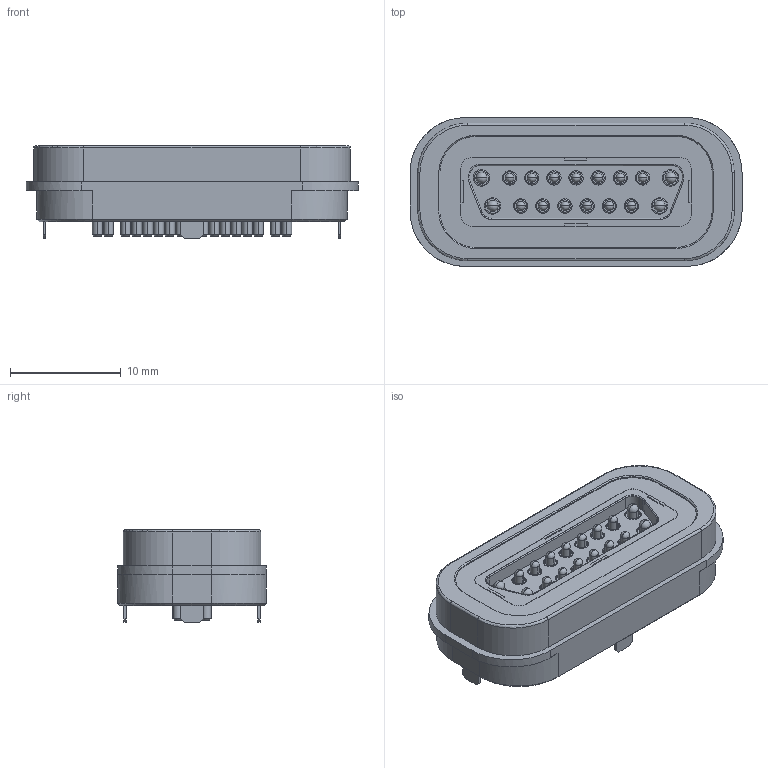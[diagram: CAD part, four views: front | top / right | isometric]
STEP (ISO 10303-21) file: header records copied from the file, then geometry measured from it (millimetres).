
FILE_DESCRIPTION (( 'STEP AP214' ), '1' );
FILE_NAME ('685A1731260111E.STEP', '2023-04-27T14:38:58', ( '' ), ( '' ), 'SwSTEP 2.0', 'SolidWorks 2020', '' );
FILE_SCHEMA (( 'AUTOMOTIVE_DESIGN' ));
Length unit declared in the file: millimetre
Products named in the file (1): 685A1731260111E
Bounding box: 29.98 x 13.44 x 8.35 mm (x, y, z)
Volume: 2052.8 mm3; surface area: 2964.6 mm2
Topology: 1 solids, 1 shells, 603 faces, 1408 edges, 863 vertices
Faces by surface type: cylinder 242, plane 211, torus 60, cone 50, sphere 34, bspline 6
Entity records: 27826 total; most frequent: CARTESIAN_POINT 10155, ORIENTED_EDGE 2714, DIRECTION 1370, EDGE_CURVE 1357, B_SPLINE_CURVE_WITH_KNOTS 1199, VERTEX_POINT 846, EDGE_LOOP 697, AXIS2_PLACEMENT_3D 614
